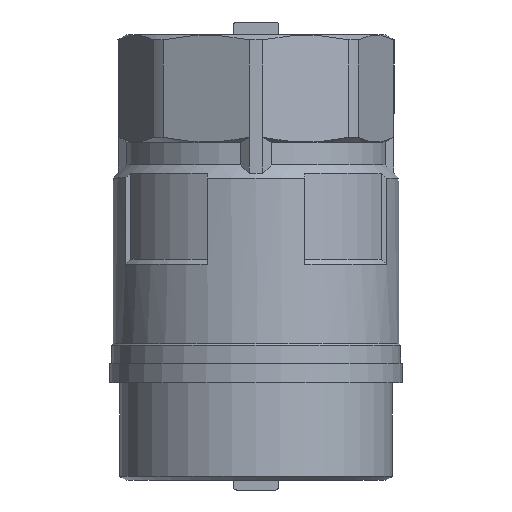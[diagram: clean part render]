
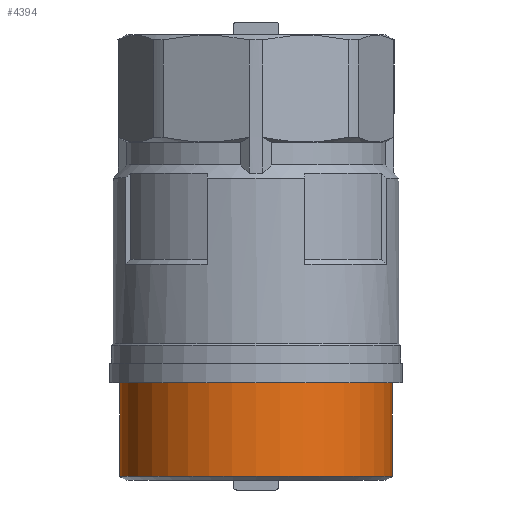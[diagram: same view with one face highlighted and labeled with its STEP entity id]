
A CAD part, left-side view. The second image highlights one B-rep face of the part: STEP entity #4394.
In plain terms, the highlighted cylindrical face has radius 20.955 mm (diameter 41.91 mm), a full revolution.
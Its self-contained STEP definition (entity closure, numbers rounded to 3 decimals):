
#415=CYLINDRICAL_SURFACE('',#6101,20.955);
#1972=ORIENTED_EDGE('',*,*,#2654,.T.);
#1973=ORIENTED_EDGE('',*,*,#2655,.F.);
#2654=EDGE_CURVE('',#3091,#3091,#3306,.T.);
#2655=EDGE_CURVE('',#3092,#3092,#3307,.T.);
#3091=VERTEX_POINT('',#13162);
#3092=VERTEX_POINT('',#13164);
#3306=CIRCLE('',#6102,20.955);
#3307=CIRCLE('',#6103,20.955);
#3619=EDGE_LOOP('',(#1972));
#3620=EDGE_LOOP('',(#1973));
#3971=FACE_BOUND('',#3619,.T.);
#3972=FACE_BOUND('',#3620,.T.);
#4394=ADVANCED_FACE('',(#3971,#3972),#415,.T.);
#6101=AXIS2_PLACEMENT_3D('',#13160,#7195,#7196);
#6102=AXIS2_PLACEMENT_3D('',#13161,#7197,#7198);
#6103=AXIS2_PLACEMENT_3D('',#13163,#7199,#7200);
#7195=DIRECTION('',(0.,-1.,0.));
#7196=DIRECTION('',(0.,0.,-1.));
#7197=DIRECTION('',(0.,1.,0.));
#7198=DIRECTION('',(0.,0.,1.));
#7199=DIRECTION('',(0.,1.,0.));
#7200=DIRECTION('',(1.,0.,0.));
#13160=CARTESIAN_POINT('',(0.,15.,0.));
#13161=CARTESIAN_POINT('',(0.,0.577,0.));
#13162=CARTESIAN_POINT('',(0.,0.577,20.955));
#13163=CARTESIAN_POINT('',(0.,15.,0.));
#13164=CARTESIAN_POINT('',(20.955,15.,0.));
